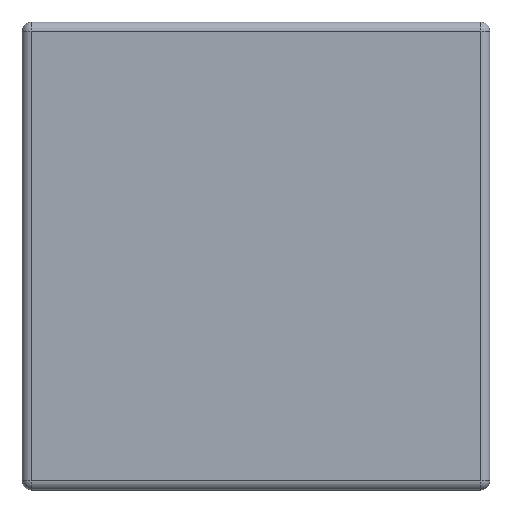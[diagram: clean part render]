
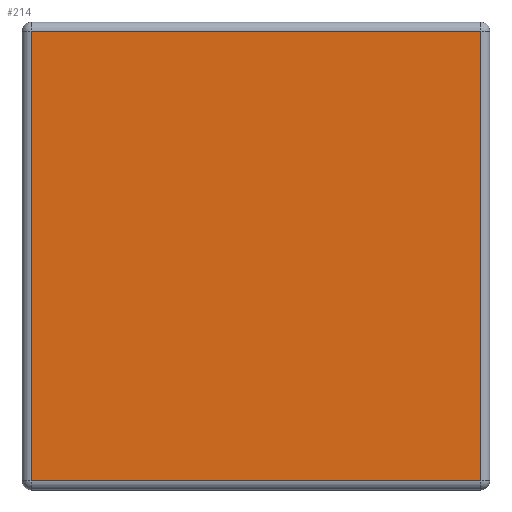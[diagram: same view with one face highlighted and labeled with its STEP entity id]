
A CAD part, top view. The second image highlights one B-rep face of the part: STEP entity #214.
In plain terms, the highlighted planar face has unit normal (0, 0, 1).
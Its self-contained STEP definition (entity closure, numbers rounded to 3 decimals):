
#214 = ADVANCED_FACE( '', ( #460 ), #461, .T. );
#460 = FACE_OUTER_BOUND( '', #733, .T. );
#461 = PLANE( '', #734 );
#733 = EDGE_LOOP( '', ( #1291, #1292, #1293, #1294 ) );
#734 = AXIS2_PLACEMENT_3D( '', #1295, #1296, #1297 );
#1291 = ORIENTED_EDGE( '', *, *, #1698, .T. );
#1292 = ORIENTED_EDGE( '', *, *, #1734, .T. );
#1293 = ORIENTED_EDGE( '', *, *, #1668, .T. );
#1294 = ORIENTED_EDGE( '', *, *, #1673, .T. );
#1295 = CARTESIAN_POINT( '', ( 0., 0., 37. ) );
#1296 = DIRECTION( '', ( 0., 0., 1. ) );
#1297 = DIRECTION( '', ( 1., 0., 0. ) );
#1668 = EDGE_CURVE( '', #2023, #1924, #2024, .T. );
#1673 = EDGE_CURVE( '', #1924, #2029, #2031, .T. );
#1698 = EDGE_CURVE( '', #2029, #1993, #2071, .T. );
#1734 = EDGE_CURVE( '', #1993, #2023, #2122, .T. );
#1924 = VERTEX_POINT( '', #2354 );
#1993 = VERTEX_POINT( '', #2450 );
#2023 = VERTEX_POINT( '', #2494 );
#2024 = LINE( '', #2495, #2496 );
#2029 = VERTEX_POINT( '', #2502 );
#2031 = LINE( '', #2504, #2505 );
#2071 = LINE( '', #2559, #2560 );
#2122 = LINE( '', #2634, #2635 );
#2354 = CARTESIAN_POINT( '', ( 72., -72., 37. ) );
#2450 = CARTESIAN_POINT( '', ( -72., 72., 37. ) );
#2494 = CARTESIAN_POINT( '', ( -72., -72., 37. ) );
#2495 = CARTESIAN_POINT( '', ( 75., -72., 37. ) );
#2496 = VECTOR( '', #2925, 1000. );
#2502 = CARTESIAN_POINT( '', ( 72., 72., 37. ) );
#2504 = CARTESIAN_POINT( '', ( 72., 75., 37. ) );
#2505 = VECTOR( '', #2933, 1000. );
#2559 = CARTESIAN_POINT( '', ( -75., 72., 37. ) );
#2560 = VECTOR( '', #2966, 1000. );
#2634 = CARTESIAN_POINT( '', ( -72., -75., 37. ) );
#2635 = VECTOR( '', #2993, 1000. );
#2925 = DIRECTION( '', ( 1., 0., 0. ) );
#2933 = DIRECTION( '', ( 0., 1., 0. ) );
#2966 = DIRECTION( '', ( -1., 0., 0. ) );
#2993 = DIRECTION( '', ( 0., -1., 0. ) );
